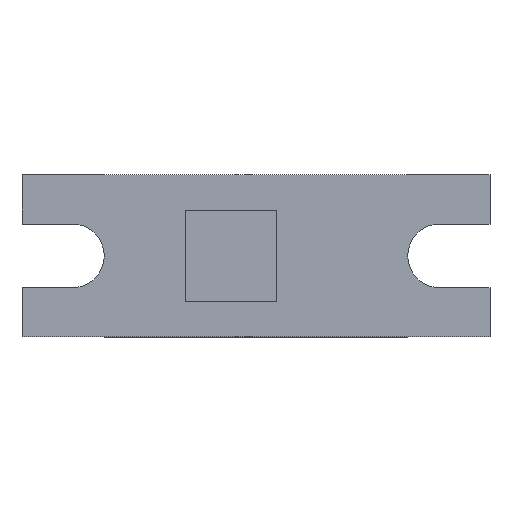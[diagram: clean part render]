
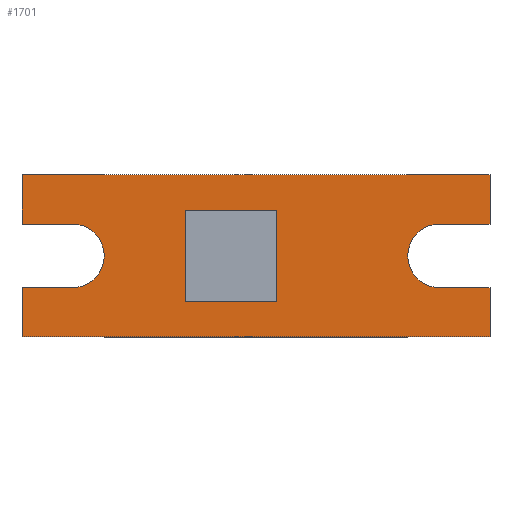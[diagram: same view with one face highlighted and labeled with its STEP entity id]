
A CAD part, top view. The second image highlights one B-rep face of the part: STEP entity #1701.
In plain terms, the highlighted planar face has unit normal (0, 0, 1).
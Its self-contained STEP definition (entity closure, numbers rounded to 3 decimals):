
#31=FACE_BOUND('',#218,.T.);
#46=CIRCLE('',#1810,1.325);
#49=CIRCLE('',#1817,1.325);
#126=FACE_OUTER_BOUND('',#217,.T.);
#217=EDGE_LOOP('',(#1421,#1422,#1423,#1424,#1425,#1426,#1427,#1428,#1429,
#1430,#1431,#1432));
#218=EDGE_LOOP('',(#1433,#1434,#1435,#1436));
#224=LINE('',#2244,#432);
#228=LINE('',#2252,#436);
#231=LINE('',#2258,#439);
#234=LINE('',#2263,#442);
#396=LINE('',#2617,#604);
#400=LINE('',#2630,#608);
#404=LINE('',#2639,#612);
#408=LINE('',#2648,#616);
#414=LINE('',#2664,#622);
#415=LINE('',#2667,#623);
#422=LINE('',#2680,#630);
#423=LINE('',#2683,#631);
#425=LINE('',#2686,#633);
#426=LINE('',#2687,#634);
#432=VECTOR('',#1834,10.);
#436=VECTOR('',#1840,10.);
#439=VECTOR('',#1845,10.);
#442=VECTOR('',#1850,10.);
#604=VECTOR('',#2158,10.);
#608=VECTOR('',#2172,10.);
#612=VECTOR('',#2178,10.);
#616=VECTOR('',#2184,10.);
#622=VECTOR('',#2202,10.);
#623=VECTOR('',#2205,10.);
#630=VECTOR('',#2216,10.);
#631=VECTOR('',#2219,10.);
#633=VECTOR('',#2223,10.);
#634=VECTOR('',#2224,10.);
#640=VERTEX_POINT('',#2242);
#641=VERTEX_POINT('',#2243);
#644=VERTEX_POINT('',#2251);
#646=VERTEX_POINT('',#2257);
#765=VERTEX_POINT('',#2614);
#766=VERTEX_POINT('',#2616);
#768=VERTEX_POINT('',#2623);
#770=VERTEX_POINT('',#2629);
#773=VERTEX_POINT('',#2636);
#774=VERTEX_POINT('',#2638);
#777=VERTEX_POINT('',#2645);
#778=VERTEX_POINT('',#2647);
#782=VERTEX_POINT('',#2662);
#783=VERTEX_POINT('',#2666);
#787=VERTEX_POINT('',#2678);
#788=VERTEX_POINT('',#2682);
#790=EDGE_CURVE('',#640,#641,#224,.T.);
#794=EDGE_CURVE('',#641,#644,#228,.T.);
#797=EDGE_CURVE('',#644,#646,#231,.T.);
#800=EDGE_CURVE('',#646,#640,#234,.T.);
#974=EDGE_CURVE('',#766,#765,#396,.T.);
#978=EDGE_CURVE('',#768,#766,#46,.T.);
#981=EDGE_CURVE('',#770,#768,#400,.T.);
#985=EDGE_CURVE('',#774,#773,#404,.T.);
#989=EDGE_CURVE('',#778,#777,#408,.T.);
#993=EDGE_CURVE('',#777,#774,#49,.T.);
#998=EDGE_CURVE('',#765,#782,#414,.T.);
#999=EDGE_CURVE('',#783,#770,#415,.T.);
#1006=EDGE_CURVE('',#773,#787,#422,.T.);
#1007=EDGE_CURVE('',#788,#778,#423,.T.);
#1009=EDGE_CURVE('',#782,#788,#425,.T.);
#1010=EDGE_CURVE('',#787,#783,#426,.T.);
#1421=ORIENTED_EDGE('',*,*,#981,.T.);
#1422=ORIENTED_EDGE('',*,*,#978,.T.);
#1423=ORIENTED_EDGE('',*,*,#974,.T.);
#1424=ORIENTED_EDGE('',*,*,#998,.T.);
#1425=ORIENTED_EDGE('',*,*,#1009,.T.);
#1426=ORIENTED_EDGE('',*,*,#1007,.T.);
#1427=ORIENTED_EDGE('',*,*,#989,.T.);
#1428=ORIENTED_EDGE('',*,*,#993,.T.);
#1429=ORIENTED_EDGE('',*,*,#985,.T.);
#1430=ORIENTED_EDGE('',*,*,#1006,.T.);
#1431=ORIENTED_EDGE('',*,*,#1010,.T.);
#1432=ORIENTED_EDGE('',*,*,#999,.T.);
#1433=ORIENTED_EDGE('',*,*,#790,.T.);
#1434=ORIENTED_EDGE('',*,*,#794,.T.);
#1435=ORIENTED_EDGE('',*,*,#797,.T.);
#1436=ORIENTED_EDGE('',*,*,#800,.T.);
#1536=PLANE('',#1824);
#1701=ADVANCED_FACE('',(#126,#31),#1536,.T.);
#1810=AXIS2_PLACEMENT_3D('',#2624,#2166,#2167);
#1817=AXIS2_PLACEMENT_3D('',#2654,#2192,#2193);
#1824=AXIS2_PLACEMENT_3D('',#2685,#2221,#2222);
#1834=DIRECTION('',(1.,0.,0.));
#1840=DIRECTION('',(0.,-1.,0.));
#1845=DIRECTION('',(-1.,0.,0.));
#1850=DIRECTION('',(0.,1.,0.));
#2158=DIRECTION('',(1.,0.,0.));
#2166=DIRECTION('center_axis',(0.,0.,-1.));
#2167=DIRECTION('ref_axis',(1.,0.,0.));
#2172=DIRECTION('',(-1.,0.,0.));
#2178=DIRECTION('',(-1.,0.,0.));
#2184=DIRECTION('',(1.,0.,0.));
#2192=DIRECTION('center_axis',(0.,0.,-1.));
#2193=DIRECTION('ref_axis',(1.,0.,0.));
#2202=DIRECTION('',(0.,1.,0.));
#2205=DIRECTION('',(0.,1.,0.));
#2216=DIRECTION('',(0.,-1.,0.));
#2219=DIRECTION('',(0.,-1.,0.));
#2221=DIRECTION('center_axis',(0.,0.,1.));
#2222=DIRECTION('ref_axis',(1.,0.,0.));
#2223=DIRECTION('',(-1.,0.,0.));
#2224=DIRECTION('',(1.,0.,0.));
#2242=CARTESIAN_POINT('',(-2.95,1.9,6.7));
#2243=CARTESIAN_POINT('',(0.85,1.9,6.7));
#2244=CARTESIAN_POINT('',(0.425,1.9,6.7));
#2251=CARTESIAN_POINT('',(0.85,-1.9,6.7));
#2252=CARTESIAN_POINT('',(0.85,-0.95,6.7));
#2257=CARTESIAN_POINT('',(-2.95,-1.9,6.7));
#2258=CARTESIAN_POINT('',(-1.475,-1.9,6.7));
#2263=CARTESIAN_POINT('',(-2.95,0.95,6.7));
#2614=CARTESIAN_POINT('',(9.75,1.325,6.7));
#2616=CARTESIAN_POINT('',(7.65,1.325,6.7));
#2617=CARTESIAN_POINT('',(3.825,1.325,6.7));
#2623=CARTESIAN_POINT('',(7.65,-1.325,6.7));
#2624=CARTESIAN_POINT('Origin',(7.65,0.,6.7));
#2629=CARTESIAN_POINT('',(9.75,-1.325,6.7));
#2630=CARTESIAN_POINT('',(4.875,-1.325,6.7));
#2636=CARTESIAN_POINT('',(-9.75,-1.325,6.7));
#2638=CARTESIAN_POINT('',(-7.65,-1.325,6.7));
#2639=CARTESIAN_POINT('',(-3.825,-1.325,6.7));
#2645=CARTESIAN_POINT('',(-7.65,1.325,6.7));
#2647=CARTESIAN_POINT('',(-9.75,1.325,6.7));
#2648=CARTESIAN_POINT('',(-4.875,1.325,6.7));
#2654=CARTESIAN_POINT('Origin',(-7.65,0.,6.7));
#2662=CARTESIAN_POINT('',(9.75,3.375,6.7));
#2664=CARTESIAN_POINT('',(9.75,-3.375,6.7));
#2666=CARTESIAN_POINT('',(9.75,-3.375,6.7));
#2667=CARTESIAN_POINT('',(9.75,-3.375,6.7));
#2678=CARTESIAN_POINT('',(-9.75,-3.375,6.7));
#2680=CARTESIAN_POINT('',(-9.75,3.375,6.7));
#2682=CARTESIAN_POINT('',(-9.75,3.375,6.7));
#2683=CARTESIAN_POINT('',(-9.75,3.375,6.7));
#2685=CARTESIAN_POINT('Origin',(0.,0.,6.7));
#2686=CARTESIAN_POINT('',(9.75,3.375,6.7));
#2687=CARTESIAN_POINT('',(-9.75,-3.375,6.7));
